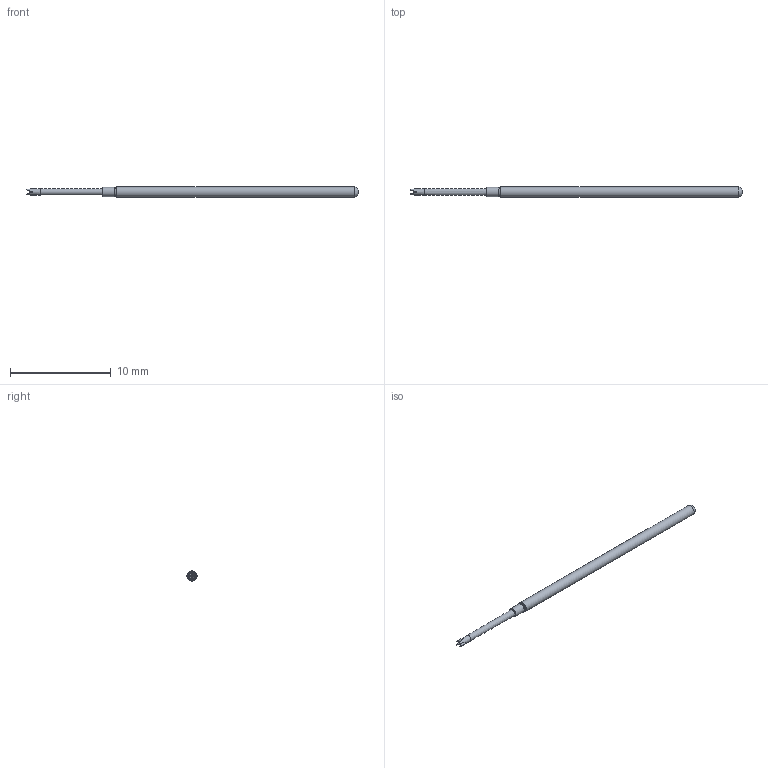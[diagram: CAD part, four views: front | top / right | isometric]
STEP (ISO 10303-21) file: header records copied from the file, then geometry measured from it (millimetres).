
FILE_DESCRIPTION (( 'STEP AP214' ), '1' );
FILE_NAME ('075-PR_2544_-_.STEP', '2017-10-12T16:54:42', ( '' ), ( '' ), 'SwSTEP 2.0', 'SolidWorks 2017', '' );
FILE_SCHEMA (( 'AUTOMOTIVE_DESIGN' ));
Length unit declared in the file: inch
Products named in the file (1): 075-PR_2544_-_
Bounding box: 33.02 x 1.02 x 1.02 mm (x, y, z)
Volume: 23 mm3; surface area: 97.6 mm2
Topology: 1 solids, 1 shells, 27 faces, 61 edges, 37 vertices
Faces by surface type: cone 11, cylinder 7, plane 6, torus 3
Full cylindrical faces by diameter (mm): 0.635 x1, 0.914 x1, 1.021 x1
Entity records: 1107 total; most frequent: CARTESIAN_POINT 203, DIRECTION 100, ORIENTED_EDGE 100, AXIS2_PLACEMENT_3D 50, EDGE_CURVE 50, EDGE_LOOP 37, VERTEX_POINT 35, FACE_OUTER_BOUND 33
